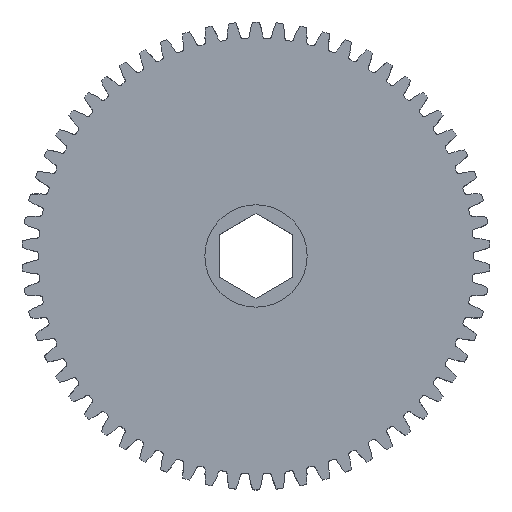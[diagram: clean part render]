
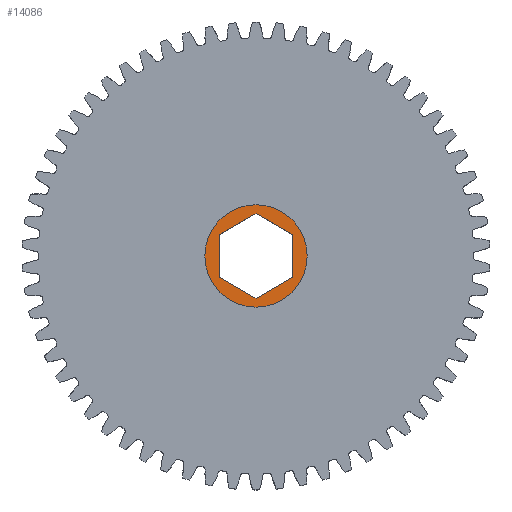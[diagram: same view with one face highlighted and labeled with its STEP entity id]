
A CAD part, top view. The second image highlights one B-rep face of the part: STEP entity #14086.
In plain terms, the highlighted planar face has unit normal (0, 0, 1).
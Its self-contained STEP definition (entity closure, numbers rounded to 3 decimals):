
#2075 = CARTESIAN_POINT ( 'NONE',  ( 6.388, -3.688, 6.3 ) ) ;
#2227 = VECTOR ( 'NONE', #7146, 1000. ) ;
#2336 = EDGE_CURVE ( 'NONE', #16452, #17000, #18645, .T. ) ;
#2457 = EDGE_CURVE ( 'NONE', #10461, #11019, #6363, .T. ) ;
#2686 = VECTOR ( 'NONE', #15327, 1000. ) ;
#3116 = DIRECTION ( 'NONE',  ( 0., -1., 0. ) ) ;
#4016 = ORIENTED_EDGE ( 'NONE', *, *, #2457, .F. ) ;
#4583 = DIRECTION ( 'NONE',  ( 0., 1., 0. ) ) ;
#5958 = DIRECTION ( 'NONE',  ( -0.866, -0.5, 0. ) ) ;
#6363 = CIRCLE ( 'NONE', #15022, 8.89 ) ;
#6928 = VECTOR ( 'NONE', #16921, 1000. ) ;
#7146 = DIRECTION ( 'NONE',  ( -0.866, 0.5, 0. ) ) ;
#9332 = VERTEX_POINT ( 'NONE', #9341 ) ;
#9341 = CARTESIAN_POINT ( 'NONE',  ( 6.388, 3.688, 6.3 ) ) ;
#9570 = DIRECTION ( 'NONE',  ( 0., 1., 0. ) ) ;
#10461 = VERTEX_POINT ( 'NONE', #15662 ) ;
#10974 = EDGE_LOOP ( 'NONE', ( #4016, #18844 ) ) ;
#11019 = VERTEX_POINT ( 'NONE', #15744 ) ;
#11095 = DIRECTION ( 'NONE',  ( 0., 0., -1. ) ) ;
#11276 = CARTESIAN_POINT ( 'NONE',  ( 0., 0., 6.3 ) ) ;
#11395 = CARTESIAN_POINT ( 'NONE',  ( 0., 0., 6.3 ) ) ;
#11626 = ORIENTED_EDGE ( 'NONE', *, *, #20807, .T. ) ;
#11702 = VECTOR ( 'NONE', #5958, 1000. ) ;
#11801 = CARTESIAN_POINT ( 'NONE',  ( 0., 0., 6.3 ) ) ;
#12004 = LINE ( 'NONE', #13421, #20727 ) ;
#12028 = FACE_BOUND ( 'NONE', #12269, .T. ) ;
#12269 = EDGE_LOOP ( 'NONE', ( #13116, #16195, #17223, #18904, #11626, #20150 ) ) ;
#12289 = AXIS2_PLACEMENT_3D ( 'NONE', #11395, #11095, #9570 ) ;
#13116 = ORIENTED_EDGE ( 'NONE', *, *, #22524, .T. ) ;
#13253 = CARTESIAN_POINT ( 'NONE',  ( 0., -7.376, 6.3 ) ) ;
#13421 = CARTESIAN_POINT ( 'NONE',  ( 0., 7.376, 6.3 ) ) ;
#13531 = VERTEX_POINT ( 'NONE', #17062 ) ;
#13540 = CARTESIAN_POINT ( 'NONE',  ( 6.388, 3.688, 6.3 ) ) ;
#14061 = AXIS2_PLACEMENT_3D ( 'NONE', #11276, #14767, #4583 ) ;
#14086 = ADVANCED_FACE ( 'NONE', ( #12028, #20750 ), #19885, .F. ) ;
#14403 = LINE ( 'NONE', #18144, #11702 ) ;
#14433 = CARTESIAN_POINT ( 'NONE',  ( -6.388, 3.688, 6.3 ) ) ;
#14683 = EDGE_CURVE ( 'NONE', #13531, #22206, #21578, .T. ) ;
#14767 = DIRECTION ( 'NONE',  ( 0., 0., -1. ) ) ;
#15022 = AXIS2_PLACEMENT_3D ( 'NONE', #11801, #22010, #20563 ) ;
#15085 = DIRECTION ( 'NONE',  ( 0.866, -0.5, 0. ) ) ;
#15327 = DIRECTION ( 'NONE',  ( 0., 1., 0. ) ) ;
#15662 = CARTESIAN_POINT ( 'NONE',  ( 0., 8.89, 6.3 ) ) ;
#15744 = CARTESIAN_POINT ( 'NONE',  ( 0., -8.89, 6.3 ) ) ;
#15785 = CIRCLE ( 'NONE', #12289, 8.89 ) ;
#16195 = ORIENTED_EDGE ( 'NONE', *, *, #2336, .T. ) ;
#16452 = VERTEX_POINT ( 'NONE', #14433 ) ;
#16921 = DIRECTION ( 'NONE',  ( 0.866, 0.5, 0. ) ) ;
#17000 = VERTEX_POINT ( 'NONE', #17091 ) ;
#17062 = CARTESIAN_POINT ( 'NONE',  ( 0., -7.376, 6.3 ) ) ;
#17091 = CARTESIAN_POINT ( 'NONE',  ( 0., 7.376, 6.3 ) ) ;
#17223 = ORIENTED_EDGE ( 'NONE', *, *, #18773, .T. ) ;
#17362 = VERTEX_POINT ( 'NONE', #2075 ) ;
#17931 = EDGE_CURVE ( 'NONE', #11019, #10461, #15785, .T. ) ;
#17948 = LINE ( 'NONE', #18687, #2686 ) ;
#18144 = CARTESIAN_POINT ( 'NONE',  ( 6.388, -3.688, 6.3 ) ) ;
#18232 = LINE ( 'NONE', #13540, #18781 ) ;
#18645 = LINE ( 'NONE', #21965, #6928 ) ;
#18687 = CARTESIAN_POINT ( 'NONE',  ( -6.388, -3.688, 6.3 ) ) ;
#18773 = EDGE_CURVE ( 'NONE', #17000, #9332, #12004, .T. ) ;
#18781 = VECTOR ( 'NONE', #3116, 1000. ) ;
#18844 = ORIENTED_EDGE ( 'NONE', *, *, #17931, .F. ) ;
#18904 = ORIENTED_EDGE ( 'NONE', *, *, #21363, .T. ) ;
#19885 = PLANE ( 'NONE',  #14061 ) ;
#19994 = CARTESIAN_POINT ( 'NONE',  ( -6.388, -3.688, 6.3 ) ) ;
#20150 = ORIENTED_EDGE ( 'NONE', *, *, #14683, .T. ) ;
#20563 = DIRECTION ( 'NONE',  ( 0., 1., 0. ) ) ;
#20727 = VECTOR ( 'NONE', #15085, 1000. ) ;
#20750 = FACE_OUTER_BOUND ( 'NONE', #10974, .T. ) ;
#20807 = EDGE_CURVE ( 'NONE', #17362, #13531, #14403, .T. ) ;
#21363 = EDGE_CURVE ( 'NONE', #9332, #17362, #18232, .T. ) ;
#21578 = LINE ( 'NONE', #13253, #2227 ) ;
#21965 = CARTESIAN_POINT ( 'NONE',  ( -6.388, 3.688, 6.3 ) ) ;
#22010 = DIRECTION ( 'NONE',  ( 0., 0., -1. ) ) ;
#22206 = VERTEX_POINT ( 'NONE', #19994 ) ;
#22524 = EDGE_CURVE ( 'NONE', #22206, #16452, #17948, .T. ) ;
